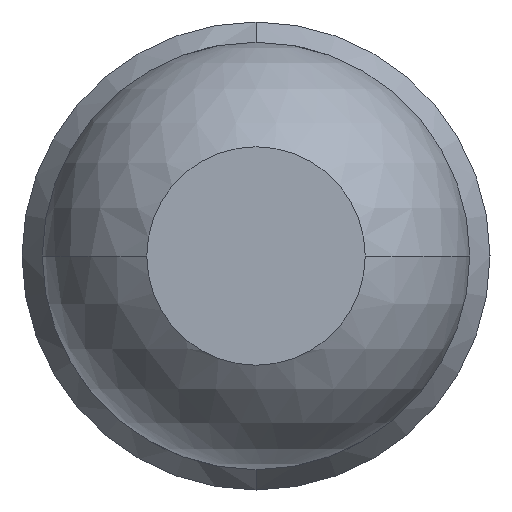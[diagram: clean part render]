
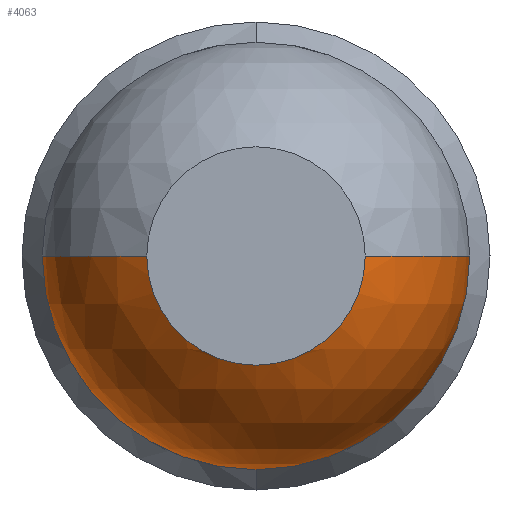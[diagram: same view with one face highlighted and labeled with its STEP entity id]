
A CAD part, front view. The second image highlights one B-rep face of the part: STEP entity #4063.
In plain terms, the highlighted spherical face has radius 0.685 mm.
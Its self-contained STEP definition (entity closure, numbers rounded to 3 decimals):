
#11 = ORIENTED_EDGE ( 'NONE', *, *, #3038, .F. ) ;
#70 = CARTESIAN_POINT ( 'NONE',  ( 0., -29.411, 0. ) ) ;
#86 = CARTESIAN_POINT ( 'NONE',  ( 0., -29.411, -0.685 ) ) ;
#140 = CARTESIAN_POINT ( 'NONE',  ( 0., -30., 0. ) ) ;
#318 = EDGE_CURVE ( 'Defeature ausgef�hrt1_10+Defeature ausgef�hrt1_4+Defeature ausgef�hrt1_4+Defeature ausgef�hrt1_4', #4139, #1143, #685, .T. ) ;
#356 = CARTESIAN_POINT ( 'NONE',  ( -0.685, -29.411, 0. ) ) ;
#394 = CARTESIAN_POINT ( 'NONE',  ( 0.35, -30., 0. ) ) ;
#464 = DIRECTION ( 'NONE',  ( 0., 0., 1. ) ) ;
#505 = CIRCLE ( 'NONE', #3442, 0.685 ) ;
#554 = DIRECTION ( 'NONE',  ( 0., 0., 1. ) ) ;
#682 = DIRECTION ( 'NONE',  ( 1., 0., 0. ) ) ;
#685 = CIRCLE ( 'NONE', #4225, 0.35 ) ;
#703 = DIRECTION ( 'NONE',  ( 0., 0., -1. ) ) ;
#768 = CIRCLE ( 'NONE', #1246, 0.35 ) ;
#806 = ORIENTED_EDGE ( 'NONE', *, *, #2329, .F. ) ;
#903 = EDGE_CURVE ( 'Defeature ausgef�hrt1_5+Defeature ausgef�hrt1_4+Defeature ausgef�hrt1_4+Defeature ausgef�hrt1_4', #3181, #1353, #3731, .T. ) ;
#958 = FACE_OUTER_BOUND ( 'NONE', #3824, .T. ) ;
#1038 = CARTESIAN_POINT ( 'NONE',  ( 0., -30., -0.35 ) ) ;
#1143 = VERTEX_POINT ( 'NONE', #1038 ) ;
#1164 = AXIS2_PLACEMENT_3D ( 'NONE', #70, #2429, #464 ) ;
#1246 = AXIS2_PLACEMENT_3D ( 'NONE', #140, #2397, #3729 ) ;
#1321 = CARTESIAN_POINT ( 'NONE',  ( 0., -29.411, 0. ) ) ;
#1353 = VERTEX_POINT ( 'NONE', #356 ) ;
#1391 = VERTEX_POINT ( 'NONE', #3622 ) ;
#1472 = CARTESIAN_POINT ( 'NONE',  ( 0., -29.411, 0. ) ) ;
#1527 = ORIENTED_EDGE ( 'NONE', *, *, #2300, .T. ) ;
#1559 = AXIS2_PLACEMENT_3D ( 'NONE', #2039, #703, #1661 ) ;
#1661 = DIRECTION ( 'NONE',  ( -1., 0., 0. ) ) ;
#1832 = AXIS2_PLACEMENT_3D ( 'NONE', #1321, #3000, #682 ) ;
#1942 = ORIENTED_EDGE ( 'NONE', *, *, #3257, .F. ) ;
#2039 = CARTESIAN_POINT ( 'NONE',  ( 0., -29.411, 0. ) ) ;
#2054 = CARTESIAN_POINT ( 'NONE',  ( 0., -29.411, 0. ) ) ;
#2139 = AXIS2_PLACEMENT_3D ( 'NONE', #1472, #554, #3765 ) ;
#2237 = ORIENTED_EDGE ( 'NONE', *, *, #318, .F. ) ;
#2300 = EDGE_CURVE ( 'NONE', #4139, #1353, #3274, .T. ) ;
#2302 = CIRCLE ( 'NONE', #2139, 0.685 ) ;
#2329 = EDGE_CURVE ( 'Defeature ausgef�hrt1_10+Defeature ausgef�hrt1_4+Defeature ausgef�hrt1_4+Defeature ausgef�hrt1_4', #1143, #3048, #768, .T. ) ;
#2397 = DIRECTION ( 'NONE',  ( 0., -1., 0. ) ) ;
#2429 = DIRECTION ( 'NONE',  ( 0., 1., 0. ) ) ;
#2801 = CARTESIAN_POINT ( 'NONE',  ( 0., -30., 0. ) ) ;
#2821 = DIRECTION ( 'NONE',  ( 0., -1., 0. ) ) ;
#3000 = DIRECTION ( 'NONE',  ( 0., 0., -1. ) ) ;
#3038 = EDGE_CURVE ( 'Defeature ausgef�hrt1_5+Defeature ausgef�hrt1_4+Defeature ausgef�hrt1_4+Defeature ausgef�hrt1_4', #1391, #3181, #505, .T. ) ;
#3048 = VERTEX_POINT ( 'NONE', #394 ) ;
#3141 = DIRECTION ( 'NONE',  ( 0., 0., -1. ) ) ;
#3181 = VERTEX_POINT ( 'NONE', #86 ) ;
#3228 = SPHERICAL_SURFACE ( 'NONE', #1832, 0.685 ) ;
#3257 = EDGE_CURVE ( 'NONE', #3048, #1391, #2302, .T. ) ;
#3267 = ORIENTED_EDGE ( 'NONE', *, *, #903, .F. ) ;
#3274 = CIRCLE ( 'NONE', #1559, 0.685 ) ;
#3323 = CARTESIAN_POINT ( 'NONE',  ( -0.35, -30., 0. ) ) ;
#3442 = AXIS2_PLACEMENT_3D ( 'NONE', #2054, #3678, #4275 ) ;
#3622 = CARTESIAN_POINT ( 'NONE',  ( 0.685, -29.411, 0. ) ) ;
#3678 = DIRECTION ( 'NONE',  ( 0., 1., 0. ) ) ;
#3729 = DIRECTION ( 'NONE',  ( 0., 0., -1. ) ) ;
#3731 = CIRCLE ( 'NONE', #1164, 0.685 ) ;
#3765 = DIRECTION ( 'NONE',  ( 1., 0., 0. ) ) ;
#3824 = EDGE_LOOP ( 'NONE', ( #2237, #1527, #3267, #11, #1942, #806 ) ) ;
#4063 = ADVANCED_FACE ( 'Defeature ausgef�hrt1_4', ( #958 ), #3228, .T. ) ;
#4139 = VERTEX_POINT ( 'NONE', #3323 ) ;
#4225 = AXIS2_PLACEMENT_3D ( 'NONE', #2801, #2821, #3141 ) ;
#4275 = DIRECTION ( 'NONE',  ( 0., 0., 1. ) ) ;
